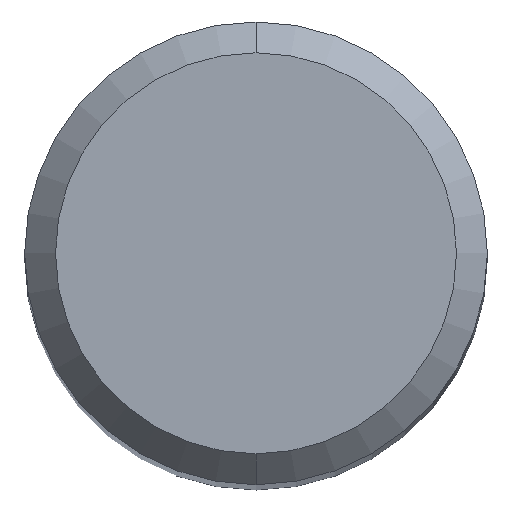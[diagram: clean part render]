
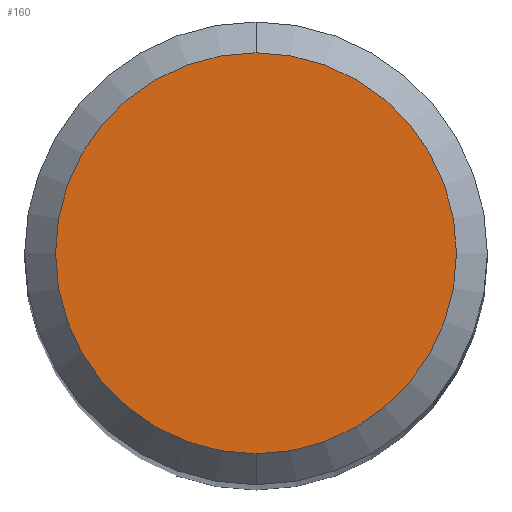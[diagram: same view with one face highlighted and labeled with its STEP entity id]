
A CAD part, top view. The second image highlights one B-rep face of the part: STEP entity #160.
In plain terms, the highlighted planar face has unit normal (0, 0, 1).
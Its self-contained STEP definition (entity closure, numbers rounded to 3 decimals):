
#112=EDGE_CURVE('',#246,#234,#278,.T.);
#128=EDGE_CURVE('',#234,#246,#296,.T.);
#160=ADVANCED_FACE('',(#329),#330,.T.);
#234=VERTEX_POINT('',#416);
#246=VERTEX_POINT('',#430);
#278=CIRCLE('',#454,2.6);
#296=CIRCLE('',#476,2.6);
#329=FACE_OUTER_BOUND('',#518,.T.);
#330=PLANE('',#519);
#416=CARTESIAN_POINT('',(0.0,2.6,0.0));
#430=CARTESIAN_POINT('',(0.,-2.6,0.0));
#454=AXIS2_PLACEMENT_3D('',#662,#663,#664);
#476=AXIS2_PLACEMENT_3D('',#686,#687,#688);
#518=EDGE_LOOP('',(#720,#721));
#519=AXIS2_PLACEMENT_3D('',#722,#723,#724);
#662=CARTESIAN_POINT('',(0.0,0.0,0.0));
#663=DIRECTION('',(0.0,0.0,-1.0));
#664=DIRECTION('',(0.0,1.0,0.0));
#686=CARTESIAN_POINT('',(0.0,0.0,0.0));
#687=DIRECTION('',(0.0,0.0,-1.0));
#688=DIRECTION('',(0.0,1.0,0.0));
#720=ORIENTED_EDGE('',*,*,#128,.F.);
#721=ORIENTED_EDGE('',*,*,#112,.F.);
#722=CARTESIAN_POINT('',(0.0,1.3,0.0));
#723=DIRECTION('',(-0.0,0.0,1.0));
#724=DIRECTION('',(0.0,-1.0,0.0));
